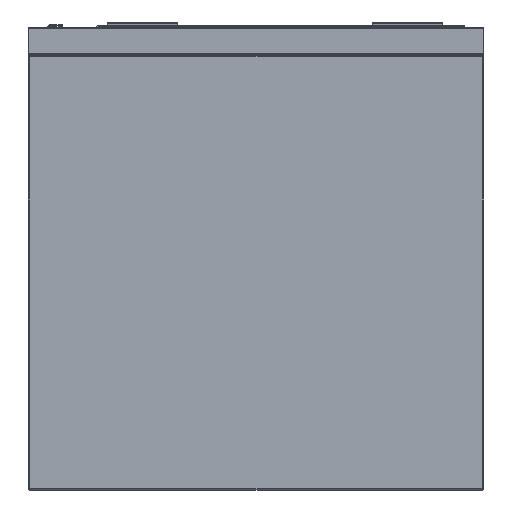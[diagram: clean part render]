
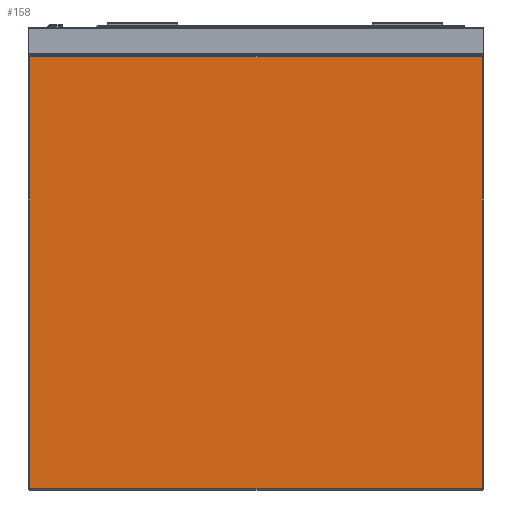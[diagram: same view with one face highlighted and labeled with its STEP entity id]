
A CAD part, left-side view. The second image highlights one B-rep face of the part: STEP entity #158.
In plain terms, the highlighted planar face has unit normal (-1, 0, 0).
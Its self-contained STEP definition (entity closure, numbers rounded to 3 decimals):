
#158 = ADVANCED_FACE ( 'Fl�che7', ( #9467 ), #1288, .T. ) ;
#233 = DIRECTION ( 'NONE',  ( 0., 0., -1. ) ) ;
#448 = CARTESIAN_POINT ( 'NONE',  ( -660., -325., -658. ) ) ;
#825 = LINE ( 'NONE', #448, #17720 ) ;
#1288 = PLANE ( 'NONE',  #3332 ) ;
#3112 = VECTOR ( 'NONE', #233, 1000. ) ;
#3332 = AXIS2_PLACEMENT_3D ( 'NONE', #4060, #20654, #35250 ) ;
#3645 = CARTESIAN_POINT ( 'NONE',  ( -660., -323., -42. ) ) ;
#4060 = CARTESIAN_POINT ( 'NONE',  ( -660., -325., -660. ) ) ;
#7041 = EDGE_CURVE ( 'NONE', #29193, #8368, #19416, .T. ) ;
#8239 = CARTESIAN_POINT ( 'NONE',  ( -660., 323., -658. ) ) ;
#8368 = VERTEX_POINT ( 'NONE', #8239 ) ;
#8566 = CARTESIAN_POINT ( 'NONE',  ( -660., 323., -42. ) ) ;
#8761 = EDGE_CURVE ( 'NONE', #26920, #26343, #16572, .T. ) ;
#9467 = FACE_OUTER_BOUND ( 'NONE', #29973, .T. ) ;
#16572 = LINE ( 'NONE', #34174, #25370 ) ;
#17720 = VECTOR ( 'NONE', #25788, 1000. ) ;
#19388 = CARTESIAN_POINT ( 'NONE',  ( -660., 325., -42. ) ) ;
#19416 = LINE ( 'NONE', #33644, #3112 ) ;
#20654 = DIRECTION ( 'NONE',  ( -1., 0., 0. ) ) ;
#21731 = ORIENTED_EDGE ( 'NONE', *, *, #8761, .T. ) ;
#22040 = ORIENTED_EDGE ( 'NONE', *, *, #26571, .T. ) ;
#22198 = LINE ( 'NONE', #19388, #36610 ) ;
#22725 = ORIENTED_EDGE ( 'NONE', *, *, #7041, .T. ) ;
#22844 = EDGE_CURVE ( 'NONE', #26343, #29193, #22198, .T. ) ;
#25370 = VECTOR ( 'NONE', #27984, 1000. ) ;
#25788 = DIRECTION ( 'NONE',  ( 0., -1., 0. ) ) ;
#26343 = VERTEX_POINT ( 'NONE', #3645 ) ;
#26571 = EDGE_CURVE ( 'NONE', #8368, #26920, #825, .T. ) ;
#26920 = VERTEX_POINT ( 'NONE', #36077 ) ;
#27984 = DIRECTION ( 'NONE',  ( 0., 0., 1. ) ) ;
#28166 = ORIENTED_EDGE ( 'NONE', *, *, #22844, .T. ) ;
#29193 = VERTEX_POINT ( 'NONE', #8566 ) ;
#29973 = EDGE_LOOP ( 'NONE', ( #21731, #28166, #22725, #22040 ) ) ;
#33615 = DIRECTION ( 'NONE',  ( 0., 1., 0. ) ) ;
#33644 = CARTESIAN_POINT ( 'NONE',  ( -660., 323., -660. ) ) ;
#34174 = CARTESIAN_POINT ( 'NONE',  ( -660., -323., -660. ) ) ;
#35250 = DIRECTION ( 'NONE',  ( 0., 0., 1. ) ) ;
#36077 = CARTESIAN_POINT ( 'NONE',  ( -660., -323., -658. ) ) ;
#36610 = VECTOR ( 'NONE', #33615, 1000. ) ;
